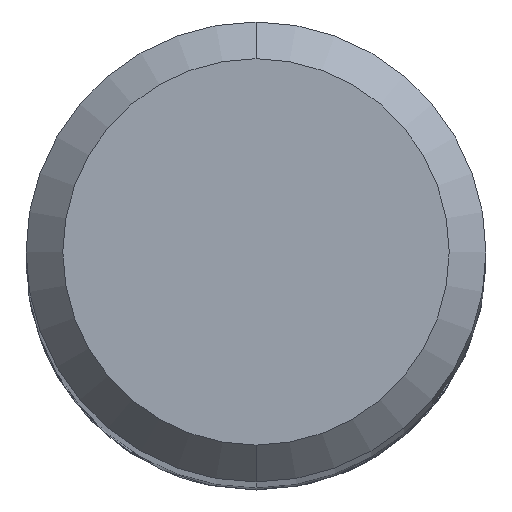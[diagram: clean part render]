
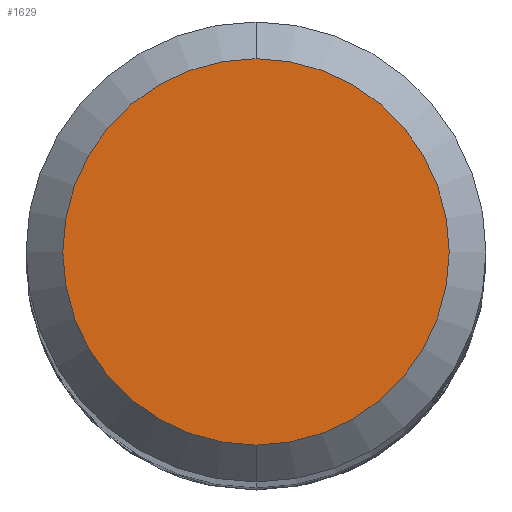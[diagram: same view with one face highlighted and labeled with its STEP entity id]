
A CAD part, top view. The second image highlights one B-rep face of the part: STEP entity #1629.
In plain terms, the highlighted planar face has unit normal (0, 0, 1).
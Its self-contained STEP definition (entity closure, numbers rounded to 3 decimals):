
#773=EDGE_CURVE('',#837,#1007,#2225,.T.);
#837=VERTEX_POINT('',#2293);
#1007=VERTEX_POINT('',#2472);
#1629=ADVANCED_FACE('',(#3157),#3158,.T.);
#1893=EDGE_CURVE('',#1007,#837,#3445,.T.);
#2225=CIRCLE('',#3880,2.1);
#2293=CARTESIAN_POINT('',(0.0,2.1,0.0));
#2472=CARTESIAN_POINT('',(0.,-2.1,0.0));
#3157=FACE_OUTER_BOUND('',#10508,.T.);
#3158=PLANE('',#10509);
#3445=CIRCLE('',#12377,2.1);
#3880=AXIS2_PLACEMENT_3D('',#14387,#14388,#14389);
#10508=EDGE_LOOP('',(#15366,#15367));
#10509=AXIS2_PLACEMENT_3D('',#15368,#15369,#15370);
#12377=AXIS2_PLACEMENT_3D('',#15687,#15688,#15689);
#14387=CARTESIAN_POINT('',(0.0,0.0,0.0));
#14388=DIRECTION('',(0.0,0.0,-1.0));
#14389=DIRECTION('',(0.0,1.0,0.0));
#15366=ORIENTED_EDGE('',*,*,#773,.F.);
#15367=ORIENTED_EDGE('',*,*,#1893,.F.);
#15368=CARTESIAN_POINT('',(0.0,1.05,0.0));
#15369=DIRECTION('',(-0.0,0.0,1.0));
#15370=DIRECTION('',(0.0,-1.0,0.0));
#15687=CARTESIAN_POINT('',(0.0,0.0,0.0));
#15688=DIRECTION('',(0.0,0.0,-1.0));
#15689=DIRECTION('',(0.0,1.0,0.0));
